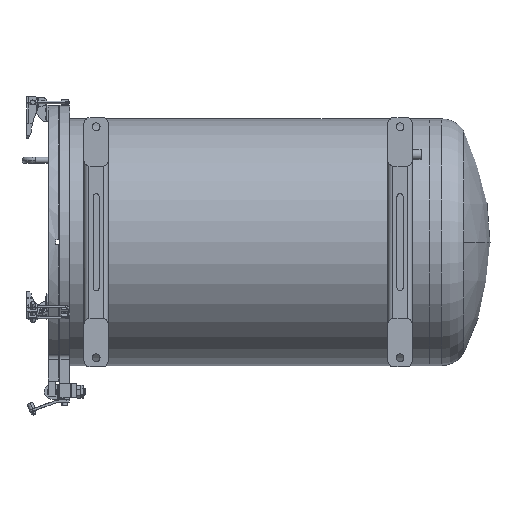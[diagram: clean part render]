
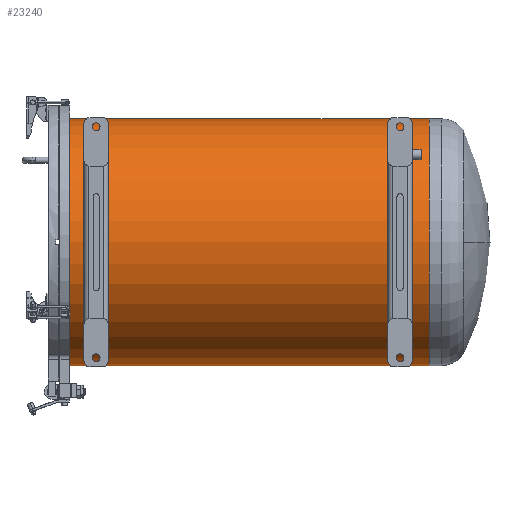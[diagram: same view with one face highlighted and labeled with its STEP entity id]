
A CAD part, front view. The second image highlights one B-rep face of the part: STEP entity #23240.
In plain terms, the highlighted cylindrical face has radius 203 mm (diameter 406 mm), a partial arc.
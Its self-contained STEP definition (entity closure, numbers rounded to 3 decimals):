
#1521 = CIRCLE ( 'NONE', #19164, 203. ) ;
#2011 = FACE_OUTER_BOUND ( 'NONE', #23804, .T. ) ;
#3998 = EDGE_CURVE ( 'NONE', #40554, #29944, #11990, .T. ) ;
#5191 = EDGE_CURVE ( 'NONE', #11358, #25913, #27634, .T. ) ;
#5958 = DIRECTION ( 'NONE',  ( 0., 0., -1. ) ) ;
#6443 = DIRECTION ( 'NONE',  ( 0., 0., 1. ) ) ;
#6699 = CARTESIAN_POINT ( 'NONE',  ( 8., 0., -203. ) ) ;
#8495 = ORIENTED_EDGE ( 'NONE', *, *, #5191, .T. ) ;
#9745 = CARTESIAN_POINT ( 'NONE',  ( 8., 0., 0. ) ) ;
#10623 = CARTESIAN_POINT ( 'NONE',  ( 8., 0., -203. ) ) ;
#11337 = AXIS2_PLACEMENT_3D ( 'NONE', #36211, #25632, #5958 ) ;
#11358 = VERTEX_POINT ( 'NONE', #6699 ) ;
#11990 = LINE ( 'NONE', #25921, #22850 ) ;
#12136 = CYLINDRICAL_SURFACE ( 'NONE', #11337, 203. ) ;
#13716 = CARTESIAN_POINT ( 'NONE',  ( 8., 0., 203. ) ) ;
#14298 = CARTESIAN_POINT ( 'NONE',  ( 608., 0., 0. ) ) ;
#18875 = EDGE_CURVE ( 'NONE', #11358, #40554, #1521, .T. ) ;
#19164 = AXIS2_PLACEMENT_3D ( 'NONE', #9745, #23227, #6443 ) ;
#21334 = ORIENTED_EDGE ( 'NONE', *, *, #18875, .F. ) ;
#22850 = VECTOR ( 'NONE', #28572, 1000. ) ;
#23227 = DIRECTION ( 'NONE',  ( -1., 0., 0. ) ) ;
#23240 = ADVANCED_FACE ( 'NONE', ( #2011 ), #12136, .T. ) ;
#23804 = EDGE_LOOP ( 'NONE', ( #28893, #21334, #8495, #41280 ) ) ;
#23888 = DIRECTION ( 'NONE',  ( 1., 0., 0. ) ) ;
#24495 = AXIS2_PLACEMENT_3D ( 'NONE', #14298, #40590, #41255 ) ;
#25632 = DIRECTION ( 'NONE',  ( 1., 0., 0. ) ) ;
#25913 = VERTEX_POINT ( 'NONE', #40183 ) ;
#25921 = CARTESIAN_POINT ( 'NONE',  ( 8., 0., 203. ) ) ;
#27634 = LINE ( 'NONE', #10623, #42025 ) ;
#28572 = DIRECTION ( 'NONE',  ( 1., 0., 0. ) ) ;
#28893 = ORIENTED_EDGE ( 'NONE', *, *, #3998, .F. ) ;
#29944 = VERTEX_POINT ( 'NONE', #38679 ) ;
#36211 = CARTESIAN_POINT ( 'NONE',  ( 8., 0., 0. ) ) ;
#36457 = CIRCLE ( 'NONE', #24495, 203. ) ;
#36551 = EDGE_CURVE ( 'NONE', #29944, #25913, #36457, .T. ) ;
#38679 = CARTESIAN_POINT ( 'NONE',  ( 608., 0., 203. ) ) ;
#40183 = CARTESIAN_POINT ( 'NONE',  ( 608., 0., -203. ) ) ;
#40554 = VERTEX_POINT ( 'NONE', #13716 ) ;
#40590 = DIRECTION ( 'NONE',  ( 1., 0., 0. ) ) ;
#41255 = DIRECTION ( 'NONE',  ( 0., 0., -1. ) ) ;
#41280 = ORIENTED_EDGE ( 'NONE', *, *, #36551, .F. ) ;
#42025 = VECTOR ( 'NONE', #23888, 1000. ) ;
